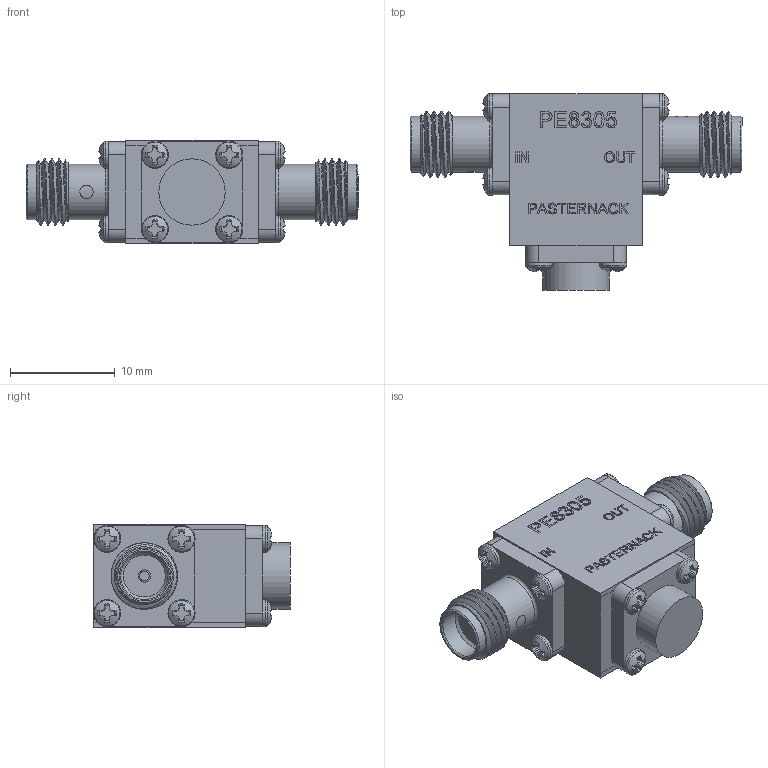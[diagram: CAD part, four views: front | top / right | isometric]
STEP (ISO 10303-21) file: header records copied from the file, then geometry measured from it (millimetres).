
FILE_DESCRIPTION (( 'STEP AP203' ), '1' );
FILE_NAME ('PE8305.step', '2020-01-10T16:39:10', ( '' ), ( '' ), 'SwSTEP 2.0', 'SolidWorks 2018', '' );
FILE_SCHEMA (( 'CONFIG_CONTROL_DESIGN' ));
Length unit declared in the file: inch
Products named in the file (1): PE8305
Bounding box: 31.75 x 18.82 x 9.91 mm (x, y, z)
Volume: 2642.3 mm3; surface area: 1936.3 mm2
Topology: 1 solids, 14 shells, 727 faces, 1881 edges, 1244 vertices
Faces by surface type: plane 469, bspline 137, cone 60, cylinder 59, torus 2
Full cylindrical faces by diameter (mm): 0.914 x3, 1.092 x12, 1.168 x2, 1.191 x2, 1.524 x2, 2.591 x12, 4.521 x2, 5.08 x3, 5.334 x4, 6.35 x1
Entity records: 30623 total; most frequent: CARTESIAN_POINT 14731, ORIENTED_EDGE 3552, DIRECTION 2576, EDGE_CURVE 1776, VERTEX_POINT 1204, VECTOR 974, LINE 974, EDGE_LOOP 854
